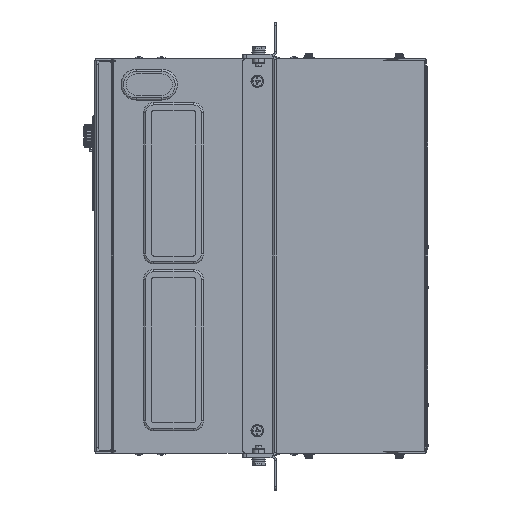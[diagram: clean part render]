
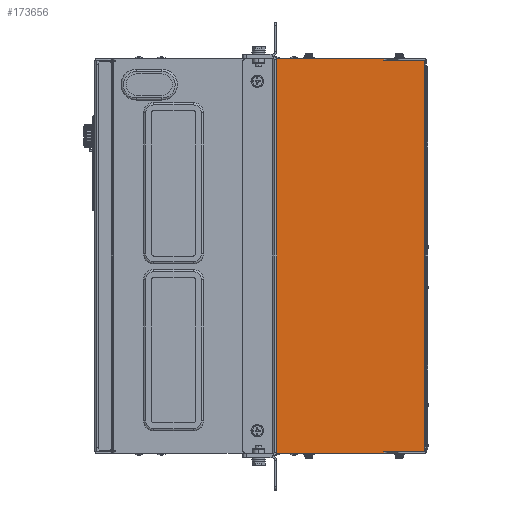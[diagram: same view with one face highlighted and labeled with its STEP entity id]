
A CAD part, left-side view. The second image highlights one B-rep face of the part: STEP entity #173656.
In plain terms, the highlighted planar face has unit normal (-1, 0, 0).
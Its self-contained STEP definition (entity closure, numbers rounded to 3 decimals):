
#987 = EDGE_CURVE ( 'NONE', #138830, #166082, #178819, .T. ) ;
#1576 = EDGE_CURVE ( 'NONE', #112934, #138830, #113522, .T. ) ;
#2045 = DIRECTION ( 'NONE',  ( 1., 0., 0. ) ) ;
#2686 = DIRECTION ( 'NONE',  ( 0., 1., 0. ) ) ;
#3984 = LINE ( 'NONE', #141725, #4029 ) ;
#4029 = VECTOR ( 'NONE', #210611, 1000. ) ;
#4262 = DIRECTION ( 'NONE',  ( 0., 0., 1. ) ) ;
#4886 = CARTESIAN_POINT ( 'NONE',  ( -292., 135.7, -175. ) ) ;
#5941 = VERTEX_POINT ( 'NONE', #201735 ) ;
#12291 = ORIENTED_EDGE ( 'NONE', *, *, #216445, .T. ) ;
#14924 = LINE ( 'NONE', #220449, #176785 ) ;
#20171 = AXIS2_PLACEMENT_3D ( 'NONE', #172622, #2045, #4262 ) ;
#24364 = VECTOR ( 'NONE', #201655, 1000. ) ;
#29282 = VECTOR ( 'NONE', #158505, 1000. ) ;
#30308 = PLANE ( 'NONE',  #20171 ) ;
#41657 = LINE ( 'NONE', #211218, #150499 ) ;
#49190 = EDGE_CURVE ( 'NONE', #51056, #214288, #41657, .T. ) ;
#51056 = VERTEX_POINT ( 'NONE', #101838 ) ;
#51063 = EDGE_CURVE ( 'NONE', #111673, #5941, #14924, .T. ) ;
#56992 = CARTESIAN_POINT ( 'NONE',  ( -292., 0.5, 173.8 ) ) ;
#59333 = VERTEX_POINT ( 'NONE', #187602 ) ;
#61763 = EDGE_CURVE ( 'NONE', #166082, #214288, #97311, .T. ) ;
#66717 = ORIENTED_EDGE ( 'NONE', *, *, #119935, .F. ) ;
#67811 = CARTESIAN_POINT ( 'NONE',  ( -292., 36.456, 175. ) ) ;
#68657 = FACE_OUTER_BOUND ( 'NONE', #146097, .T. ) ;
#71140 = DIRECTION ( 'NONE',  ( 0., -1., 0. ) ) ;
#85129 = VECTOR ( 'NONE', #182196, 1000. ) ;
#89065 = CARTESIAN_POINT ( 'NONE',  ( -292., 36.456, -173.8 ) ) ;
#90641 = LINE ( 'NONE', #4886, #29282 ) ;
#97311 = LINE ( 'NONE', #149262, #106386 ) ;
#101838 = CARTESIAN_POINT ( 'NONE',  ( -292., 135.7, 175. ) ) ;
#104479 = CARTESIAN_POINT ( 'NONE',  ( -292., 0.5, -173.8 ) ) ;
#106386 = VECTOR ( 'NONE', #131187, 1000. ) ;
#110990 = CARTESIAN_POINT ( 'NONE',  ( -292., 274.7, 173.8 ) ) ;
#111673 = VERTEX_POINT ( 'NONE', #89065 ) ;
#112934 = VERTEX_POINT ( 'NONE', #104479 ) ;
#113522 = LINE ( 'NONE', #181372, #24364 ) ;
#116866 = ORIENTED_EDGE ( 'NONE', *, *, #51063, .F. ) ;
#117664 = ORIENTED_EDGE ( 'NONE', *, *, #1576, .T. ) ;
#119935 = EDGE_CURVE ( 'NONE', #59333, #51056, #90641, .T. ) ;
#122838 = CARTESIAN_POINT ( 'NONE',  ( -292., 36.456, 173.8 ) ) ;
#122972 = ORIENTED_EDGE ( 'NONE', *, *, #141184, .F. ) ;
#131187 = DIRECTION ( 'NONE',  ( 0., 0., 1. ) ) ;
#138830 = VERTEX_POINT ( 'NONE', #56992 ) ;
#141184 = EDGE_CURVE ( 'NONE', #112934, #111673, #188075, .T. ) ;
#141725 = CARTESIAN_POINT ( 'NONE',  ( -292., 274.7, -175. ) ) ;
#142606 = ORIENTED_EDGE ( 'NONE', *, *, #49190, .F. ) ;
#146097 = EDGE_LOOP ( 'NONE', ( #66717, #12291, #116866, #122972, #117664, #152426, #177055, #142606 ) ) ;
#149262 = CARTESIAN_POINT ( 'NONE',  ( -292., 36.456, 173.8 ) ) ;
#150499 = VECTOR ( 'NONE', #71140, 1000. ) ;
#152426 = ORIENTED_EDGE ( 'NONE', *, *, #987, .T. ) ;
#157396 = CARTESIAN_POINT ( 'NONE',  ( -292., 274.7, -173.8 ) ) ;
#158505 = DIRECTION ( 'NONE',  ( 0., 0., 1. ) ) ;
#166082 = VERTEX_POINT ( 'NONE', #122838 ) ;
#172622 = CARTESIAN_POINT ( 'NONE',  ( -292., 63., 0. ) ) ;
#173656 = ADVANCED_FACE ( 'NONE', ( #68657 ), #30308, .F. ) ;
#176785 = VECTOR ( 'NONE', #190034, 1000. ) ;
#177055 = ORIENTED_EDGE ( 'NONE', *, *, #61763, .T. ) ;
#178819 = LINE ( 'NONE', #110990, #85129 ) ;
#181372 = CARTESIAN_POINT ( 'NONE',  ( -292., 0.5, -816.207 ) ) ;
#182196 = DIRECTION ( 'NONE',  ( 0., 1., 0. ) ) ;
#187602 = CARTESIAN_POINT ( 'NONE',  ( -292., 135.7, -175. ) ) ;
#188075 = LINE ( 'NONE', #157396, #205913 ) ;
#190034 = DIRECTION ( 'NONE',  ( 0., 0., -1. ) ) ;
#201655 = DIRECTION ( 'NONE',  ( 0., 0., 1. ) ) ;
#201735 = CARTESIAN_POINT ( 'NONE',  ( -292., 36.456, -175. ) ) ;
#205913 = VECTOR ( 'NONE', #2686, 1000. ) ;
#210611 = DIRECTION ( 'NONE',  ( 0., -1., 0. ) ) ;
#211218 = CARTESIAN_POINT ( 'NONE',  ( -292., 274.7, 175. ) ) ;
#214288 = VERTEX_POINT ( 'NONE', #67811 ) ;
#216445 = EDGE_CURVE ( 'NONE', #59333, #5941, #3984, .T. ) ;
#220449 = CARTESIAN_POINT ( 'NONE',  ( -292., 36.456, -173.8 ) ) ;
